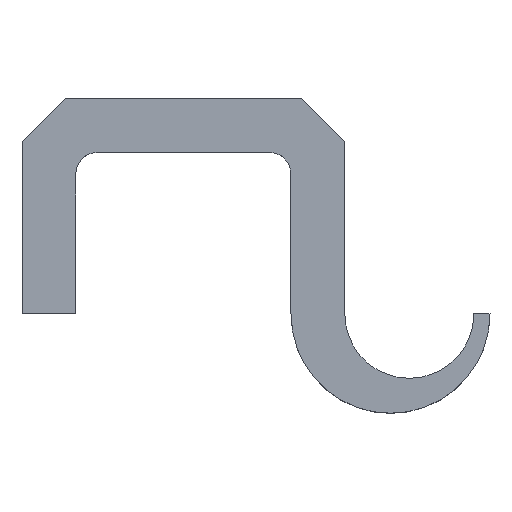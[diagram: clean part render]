
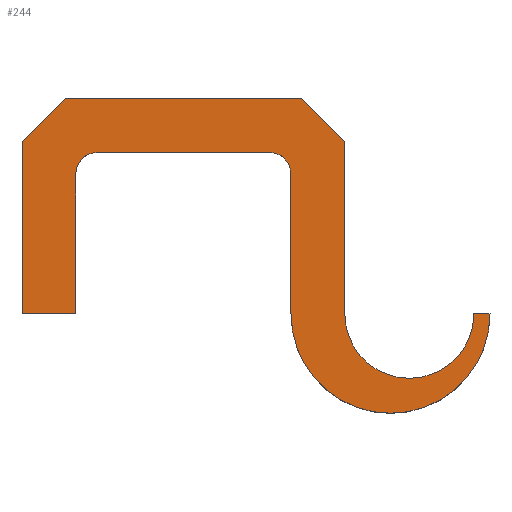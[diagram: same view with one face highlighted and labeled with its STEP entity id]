
A CAD part, top view. The second image highlights one B-rep face of the part: STEP entity #244.
In plain terms, the highlighted planar face has unit normal (0, 0, 1).
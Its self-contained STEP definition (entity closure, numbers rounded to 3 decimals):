
#6 = DIRECTION ( 'NONE',  ( 0., -1., 0. ) ) ;
#10 = DIRECTION ( 'NONE',  ( 0., 0., -1. ) ) ;
#11 = EDGE_CURVE ( 'NONE', #149, #469, #23, .T. ) ;
#12 = AXIS2_PLACEMENT_3D ( 'NONE', #364, #10, #251 ) ;
#23 = CIRCLE ( 'NONE', #12, 2. ) ;
#24 = CARTESIAN_POINT ( 'NONE',  ( 20., 13., 10. ) ) ;
#30 = VECTOR ( 'NONE', #332, 1000. ) ;
#36 = LINE ( 'NONE', #467, #418 ) ;
#47 = DIRECTION ( 'NONE',  ( -1., 0., 0. ) ) ;
#57 = AXIS2_PLACEMENT_3D ( 'NONE', #131, #454, #507 ) ;
#60 = EDGE_CURVE ( 'NONE', #159, #175, #137, .T. ) ;
#64 = CARTESIAN_POINT ( 'NONE',  ( -1., 20., 10. ) ) ;
#65 = DIRECTION ( 'NONE',  ( 1., 0., 0. ) ) ;
#70 = DIRECTION ( 'NONE',  ( 0., 0., 1. ) ) ;
#71 = VERTEX_POINT ( 'NONE', #220 ) ;
#72 = EDGE_CURVE ( 'NONE', #71, #129, #423, .T. ) ;
#75 = DIRECTION ( 'NONE',  ( -0.707, 0.707, 0. ) ) ;
#78 = VERTEX_POINT ( 'NONE', #345 ) ;
#80 = CARTESIAN_POINT ( 'NONE',  ( 20., 13., 10. ) ) ;
#86 = ORIENTED_EDGE ( 'NONE', *, *, #410, .T. ) ;
#93 = DIRECTION ( 'NONE',  ( -0.707, -0.707, 0. ) ) ;
#95 = CARTESIAN_POINT ( 'NONE',  ( 0., 13., 10. ) ) ;
#106 = DIRECTION ( 'NONE',  ( 1., 0., 0. ) ) ;
#107 = CARTESIAN_POINT ( 'NONE',  ( 20., 0., 10. ) ) ;
#110 = CARTESIAN_POINT ( 'NONE',  ( 21., 20., 10. ) ) ;
#113 = PLANE ( 'NONE',  #381 ) ;
#117 = VECTOR ( 'NONE', #6, 1000. ) ;
#119 = VERTEX_POINT ( 'NONE', #24 ) ;
#121 = EDGE_CURVE ( 'NONE', #272, #159, #420, .T. ) ;
#124 = VERTEX_POINT ( 'NONE', #387 ) ;
#129 = VERTEX_POINT ( 'NONE', #342 ) ;
#130 = CARTESIAN_POINT ( 'NONE',  ( 0., 0., 10. ) ) ;
#131 = CARTESIAN_POINT ( 'NONE',  ( 31., 0., 10. ) ) ;
#137 = LINE ( 'NONE', #460, #267 ) ;
#149 = VERTEX_POINT ( 'NONE', #95 ) ;
#150 = AXIS2_PLACEMENT_3D ( 'NONE', #188, #70, #239 ) ;
#155 = VERTEX_POINT ( 'NONE', #519 ) ;
#158 = VECTOR ( 'NONE', #230, 1000. ) ;
#159 = VERTEX_POINT ( 'NONE', #357 ) ;
#160 = LINE ( 'NONE', #253, #493 ) ;
#165 = LINE ( 'NONE', #246, #368 ) ;
#172 = LINE ( 'NONE', #489, #30 ) ;
#175 = VERTEX_POINT ( 'NONE', #477 ) ;
#176 = VECTOR ( 'NONE', #225, 1000. ) ;
#182 = ORIENTED_EDGE ( 'NONE', *, *, #521, .T. ) ;
#188 = CARTESIAN_POINT ( 'NONE',  ( 29.25, 0., 10. ) ) ;
#207 = EDGE_CURVE ( 'NONE', #155, #272, #437, .T. ) ;
#216 = CARTESIAN_POINT ( 'NONE',  ( 25., 16., 10. ) ) ;
#220 = CARTESIAN_POINT ( 'NONE',  ( 37., 0., 10. ) ) ;
#222 = LINE ( 'NONE', #299, #237 ) ;
#225 = DIRECTION ( 'NONE',  ( 0., 1., 0. ) ) ;
#230 = DIRECTION ( 'NONE',  ( -1., 0., 0. ) ) ;
#236 = ORIENTED_EDGE ( 'NONE', *, *, #264, .T. ) ;
#237 = VECTOR ( 'NONE', #259, 1000. ) ;
#239 = DIRECTION ( 'NONE',  ( 1., 0., 0. ) ) ;
#244 = ADVANCED_FACE ( 'NONE', ( #398 ), #113, .T. ) ;
#245 = ORIENTED_EDGE ( 'NONE', *, *, #261, .T. ) ;
#246 = CARTESIAN_POINT ( 'NONE',  ( 0., 0., 10. ) ) ;
#251 = DIRECTION ( 'NONE',  ( 1., 0., 0. ) ) ;
#253 = CARTESIAN_POINT ( 'NONE',  ( 37., 0., 10. ) ) ;
#257 = LINE ( 'NONE', #80, #117 ) ;
#258 = VERTEX_POINT ( 'NONE', #107 ) ;
#259 = DIRECTION ( 'NONE',  ( 0., -1., 0. ) ) ;
#261 = EDGE_CURVE ( 'NONE', #469, #305, #36, .T. ) ;
#263 = AXIS2_PLACEMENT_3D ( 'NONE', #424, #433, #65 ) ;
#264 = EDGE_CURVE ( 'NONE', #305, #119, #488, .T. ) ;
#267 = VECTOR ( 'NONE', #93, 1000. ) ;
#272 = VERTEX_POINT ( 'NONE', #110 ) ;
#280 = EDGE_LOOP ( 'NONE', ( #441, #296, #499, #245, #236, #431, #314, #86, #401, #434, #323, #495, #333, #182 ) ) ;
#287 = EDGE_CURVE ( 'NONE', #258, #124, #397, .T. ) ;
#296 = ORIENTED_EDGE ( 'NONE', *, *, #365, .T. ) ;
#299 = CARTESIAN_POINT ( 'NONE',  ( -5., 0., 10. ) ) ;
#305 = VERTEX_POINT ( 'NONE', #371 ) ;
#310 = CARTESIAN_POINT ( 'NONE',  ( 2., 13., 10. ) ) ;
#314 = ORIENTED_EDGE ( 'NONE', *, *, #287, .T. ) ;
#317 = CARTESIAN_POINT ( 'NONE',  ( 21., 20., 10. ) ) ;
#322 = DIRECTION ( 'NONE',  ( 0., 1., 0. ) ) ;
#323 = ORIENTED_EDGE ( 'NONE', *, *, #207, .T. ) ;
#332 = DIRECTION ( 'NONE',  ( 1., 0., 0. ) ) ;
#333 = ORIENTED_EDGE ( 'NONE', *, *, #60, .T. ) ;
#334 = EDGE_CURVE ( 'NONE', #119, #258, #257, .T. ) ;
#335 = CARTESIAN_POINT ( 'NONE',  ( 2., 15., 10. ) ) ;
#342 = CARTESIAN_POINT ( 'NONE',  ( 25., 0., 10. ) ) ;
#345 = CARTESIAN_POINT ( 'NONE',  ( -5., 0., 10. ) ) ;
#354 = DIRECTION ( 'NONE',  ( 1., 0., 0. ) ) ;
#355 = EDGE_CURVE ( 'NONE', #78, #509, #172, .T. ) ;
#357 = CARTESIAN_POINT ( 'NONE',  ( -1., 20., 10. ) ) ;
#364 = CARTESIAN_POINT ( 'NONE',  ( 2., 13., 10. ) ) ;
#365 = EDGE_CURVE ( 'NONE', #509, #149, #165, .T. ) ;
#368 = VECTOR ( 'NONE', #322, 1000. ) ;
#371 = CARTESIAN_POINT ( 'NONE',  ( 18., 15., 10. ) ) ;
#374 = LINE ( 'NONE', #216, #176 ) ;
#381 = AXIS2_PLACEMENT_3D ( 'NONE', #310, #510, #106 ) ;
#387 = CARTESIAN_POINT ( 'NONE',  ( 38.5, 0., 10. ) ) ;
#397 = CIRCLE ( 'NONE', #150, 9.25 ) ;
#398 = FACE_OUTER_BOUND ( 'NONE', #280, .T. ) ;
#401 = ORIENTED_EDGE ( 'NONE', *, *, #72, .T. ) ;
#410 = EDGE_CURVE ( 'NONE', #124, #71, #160, .T. ) ;
#418 = VECTOR ( 'NONE', #354, 1000. ) ;
#420 = LINE ( 'NONE', #64, #158 ) ;
#423 = CIRCLE ( 'NONE', #57, 6. ) ;
#424 = CARTESIAN_POINT ( 'NONE',  ( 18., 13., 10. ) ) ;
#426 = VECTOR ( 'NONE', #75, 1000. ) ;
#431 = ORIENTED_EDGE ( 'NONE', *, *, #334, .T. ) ;
#433 = DIRECTION ( 'NONE',  ( 0., 0., -1. ) ) ;
#434 = ORIENTED_EDGE ( 'NONE', *, *, #446, .T. ) ;
#437 = LINE ( 'NONE', #317, #426 ) ;
#441 = ORIENTED_EDGE ( 'NONE', *, *, #355, .T. ) ;
#446 = EDGE_CURVE ( 'NONE', #129, #155, #374, .T. ) ;
#454 = DIRECTION ( 'NONE',  ( 0., 0., -1. ) ) ;
#460 = CARTESIAN_POINT ( 'NONE',  ( -5., 16., 10. ) ) ;
#467 = CARTESIAN_POINT ( 'NONE',  ( 2., 15., 10. ) ) ;
#469 = VERTEX_POINT ( 'NONE', #335 ) ;
#477 = CARTESIAN_POINT ( 'NONE',  ( -5., 16., 10. ) ) ;
#488 = CIRCLE ( 'NONE', #263, 2. ) ;
#489 = CARTESIAN_POINT ( 'NONE',  ( -5., 0., 10. ) ) ;
#493 = VECTOR ( 'NONE', #47, 1000. ) ;
#495 = ORIENTED_EDGE ( 'NONE', *, *, #121, .T. ) ;
#499 = ORIENTED_EDGE ( 'NONE', *, *, #11, .T. ) ;
#507 = DIRECTION ( 'NONE',  ( 1., 0., 0. ) ) ;
#509 = VERTEX_POINT ( 'NONE', #130 ) ;
#510 = DIRECTION ( 'NONE',  ( 0., 0., 1. ) ) ;
#519 = CARTESIAN_POINT ( 'NONE',  ( 25., 16., 10. ) ) ;
#521 = EDGE_CURVE ( 'NONE', #175, #78, #222, .T. ) ;
